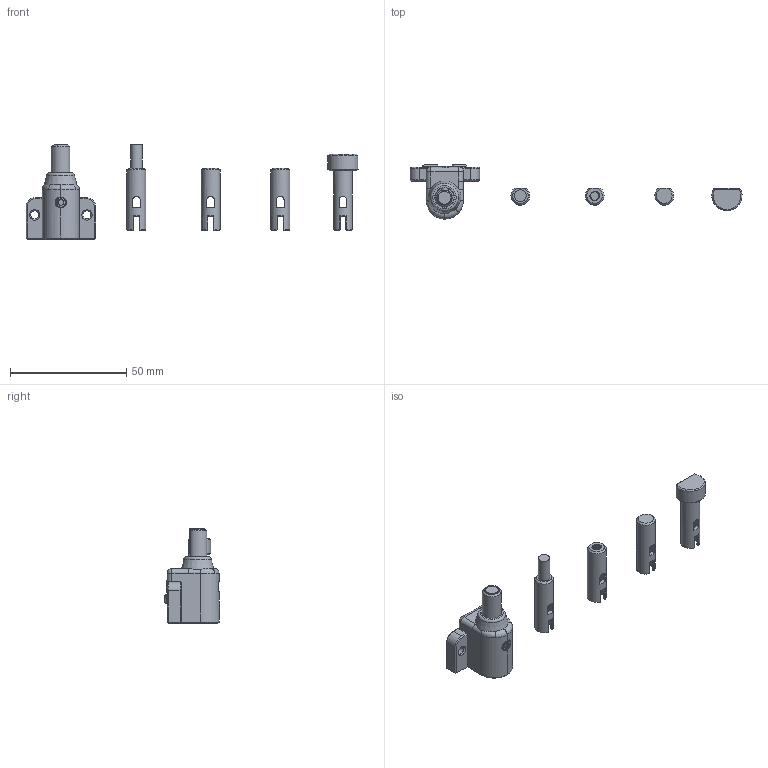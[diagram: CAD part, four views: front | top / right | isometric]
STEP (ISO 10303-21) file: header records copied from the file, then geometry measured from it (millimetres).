
FILE_DESCRIPTION(/* description */ (''),/* implementation_level */ '2;1');
FILE_NAME(/* name */ 'unklicky z heatset_v3.step',/* time_stamp */ '2022-04-27T16:28:12-05:00',/* author */ (''),/* organization */ (''),/* preprocessor_version */ 'ST-DEVELOPER v18.1',/* originating_system */ 'Autodesk Translation Framework v10.14.0.1471',/* authorisation */ '');
FILE_SCHEMA (('AUTOMOTIVE_DESIGN { 1 0 10303 214 3 1 1 }'));
Products named in the file (14): unklicky z heatset_v3; Unklicky_z; Magnet Lower pin; Pin screw; Heatset (1); Contact Screw; Bottom mag; Contact Mag; Contact Heatset; Z_Pin; Z_Pin 5mm pin; Z_Pin m4 threaded; Z_Pin Blank big; Z_Pin blank
Assembly tree (13 placements, depth 2):
  unklicky z heatset_v3
    Unklicky_z
    Magnet Lower pin
    Pin screw
    Heatset (1)
    Contact Screw
    Bottom mag
    Contact Mag
    Contact Heatset
    Z_Pin
    Z_Pin 5mm pin
    Z_Pin m4 threaded
    Z_Pin Blank big
    Z_Pin blank
Bounding box: 143.04 x 23.32 x 40.78 mm (x, y, z)
Volume: 13817 mm3; surface area: 11049.5 mm2
Topology: 14 solids, 14 shells, 787 faces, 2077 edges, 1317 vertices
Faces by surface type: plane 308, cylinder 208, bspline 200, cone 67, sphere 2, torus 2
Full cylindrical faces by diameter (mm): 2 x1, 2.459 x16, 3 x16, 3.1 x1, 3.5 x2, 4.25 x2, 4.7 x6, 5 x1, 5.05 x1, 5.5 x2, 6 x3, 6.05 x1, 6.16 x1, 8.48 x1
Entity records: 41115 total; most frequent: CARTESIAN_POINT 23133, ORIENTED_EDGE 4150, DIRECTION 2951, EDGE_CURVE 2075, VERTEX_POINT 1317, AXIS2_PLACEMENT_3D 1089, EDGE_LOOP 824, FACE_OUTER_BOUND 787
